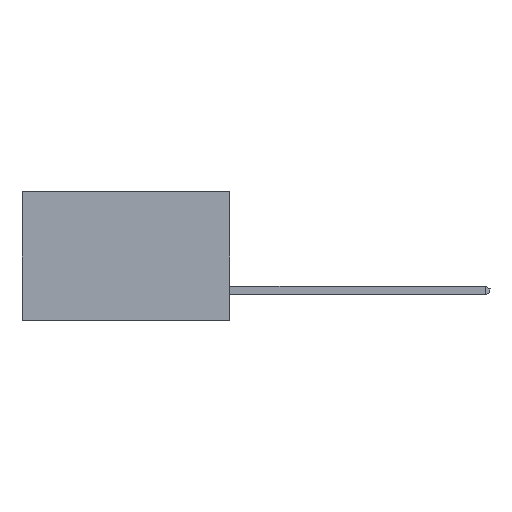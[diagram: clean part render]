
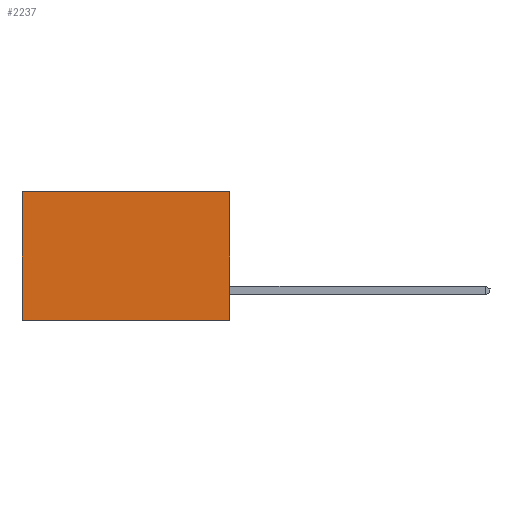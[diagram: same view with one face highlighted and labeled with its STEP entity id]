
A CAD part, left-side view. The second image highlights one B-rep face of the part: STEP entity #2237.
In plain terms, the highlighted planar face has unit normal (-1, 0, 0).
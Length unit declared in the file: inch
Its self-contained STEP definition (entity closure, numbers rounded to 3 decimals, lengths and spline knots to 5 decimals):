
#396 = LINE ( 'NONE', #990, #582 ) ;
#507 = ORIENTED_EDGE ( 'NONE', *, *, #7340, .T. ) ;
#582 = VECTOR ( 'NONE', #1066, 39.37008 ) ;
#614 = VERTEX_POINT ( 'NONE', #5364 ) ;
#690 = CARTESIAN_POINT ( 'NONE',  ( 0.2615, 0., 0. ) ) ;
#990 = CARTESIAN_POINT ( 'NONE',  ( 0.2615, 0., -0.37 ) ) ;
#1066 = DIRECTION ( 'NONE',  ( 0., 1., 0. ) ) ;
#1169 = EDGE_CURVE ( 'NONE', #8102, #4241, #7522, .T. ) ;
#1283 = CARTESIAN_POINT ( 'NONE',  ( 0.2615, 0., -0.37 ) ) ;
#1420 = ORIENTED_EDGE ( 'NONE', *, *, #7955, .T. ) ;
#1715 = CARTESIAN_POINT ( 'NONE',  ( 0.2615, 0.6, 0. ) ) ;
#1732 = CARTESIAN_POINT ( 'NONE',  ( 0.2615, 0., -0.37 ) ) ;
#1811 = EDGE_LOOP ( 'NONE', ( #507, #2032, #6873, #1420 ) ) ;
#2032 = ORIENTED_EDGE ( 'NONE', *, *, #3598, .F. ) ;
#2237 = ADVANCED_FACE ( 'NONE', ( #3259 ), #6618, .F. ) ;
#2323 = CARTESIAN_POINT ( 'NONE',  ( 0.2615, 0., 0. ) ) ;
#2901 = VECTOR ( 'NONE', #6899, 39.37008 ) ;
#3221 = VERTEX_POINT ( 'NONE', #1715 ) ;
#3259 = FACE_OUTER_BOUND ( 'NONE', #1811, .T. ) ;
#3598 = EDGE_CURVE ( 'NONE', #4241, #614, #396, .T. ) ;
#3616 = CARTESIAN_POINT ( 'NONE',  ( 0.2615, 0.6, -0.37 ) ) ;
#3646 = DIRECTION ( 'NONE',  ( 0., 1., 0. ) ) ;
#4241 = VERTEX_POINT ( 'NONE', #1283 ) ;
#4383 = AXIS2_PLACEMENT_3D ( 'NONE', #5227, #5980, #7921 ) ;
#4916 = LINE ( 'NONE', #3616, #5966 ) ;
#5227 = CARTESIAN_POINT ( 'NONE',  ( 0.2615, 0., -0.37 ) ) ;
#5364 = CARTESIAN_POINT ( 'NONE',  ( 0.2615, 0.6, -0.37 ) ) ;
#5966 = VECTOR ( 'NONE', #6828, 39.37008 ) ;
#5980 = DIRECTION ( 'NONE',  ( 1., 0., 0. ) ) ;
#6618 = PLANE ( 'NONE',  #4383 ) ;
#6828 = DIRECTION ( 'NONE',  ( 0., 0., -1. ) ) ;
#6873 = ORIENTED_EDGE ( 'NONE', *, *, #1169, .F. ) ;
#6876 = VECTOR ( 'NONE', #3646, 39.37008 ) ;
#6899 = DIRECTION ( 'NONE',  ( 0., 0., -1. ) ) ;
#7340 = EDGE_CURVE ( 'NONE', #3221, #614, #4916, .T. ) ;
#7486 = LINE ( 'NONE', #2323, #6876 ) ;
#7522 = LINE ( 'NONE', #1732, #2901 ) ;
#7921 = DIRECTION ( 'NONE',  ( 0., 0., -1. ) ) ;
#7955 = EDGE_CURVE ( 'NONE', #8102, #3221, #7486, .T. ) ;
#8102 = VERTEX_POINT ( 'NONE', #690 ) ;
